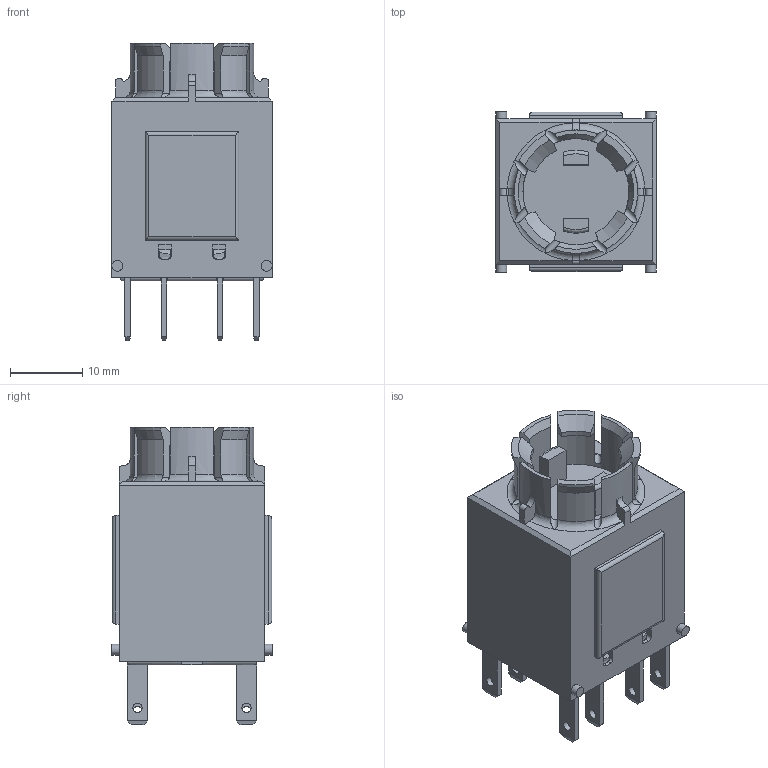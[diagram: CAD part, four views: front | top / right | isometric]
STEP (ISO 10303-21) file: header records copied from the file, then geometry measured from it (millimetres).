
FILE_DESCRIPTION(/* description */ (''),/* implementation_level */ '2;1');
FILE_NAME(/* name */ 'AZ2_ipt.stp',/* time_stamp */ '2017-03-30T10:02:15+02:00',/* author */ ('ahoffmann'),/* organization */ (''),/* preprocessor_version */ 'ST-DEVELOPER v16.1',/* originating_system */ 'Autodesk Inventor 2016',/* authorisation */ '');
FILE_SCHEMA (('AUTOMOTIVE_DESIGN { 1 0 10303 214 3 1 1 }'));
Length unit declared in the file: centimetre
Products named in the file (1): AZ2
Bounding box: 22.2 x 22.2 x 41.17 mm (x, y, z)
Volume: 12042.6 mm3; surface area: 5171.2 mm2
Topology: 1 solids, 5 shells, 1131 faces, 3196 edges, 2108 vertices
Faces by surface type: plane 1010, cylinder 85, torus 22, cone 12, bspline 2
Full cylindrical faces by diameter (mm): 1.3 x8, 1.5 x4, 14.7 x1
Entity records: 36453 total; most frequent: CARTESIAN_POINT 7327, ORIENTED_EDGE 6356, DIRECTION 5483, EDGE_CURVE 3178, LINE 2869, VECTOR 2869, VERTEX_POINT 2103, AXIS2_PLACEMENT_3D 1307
